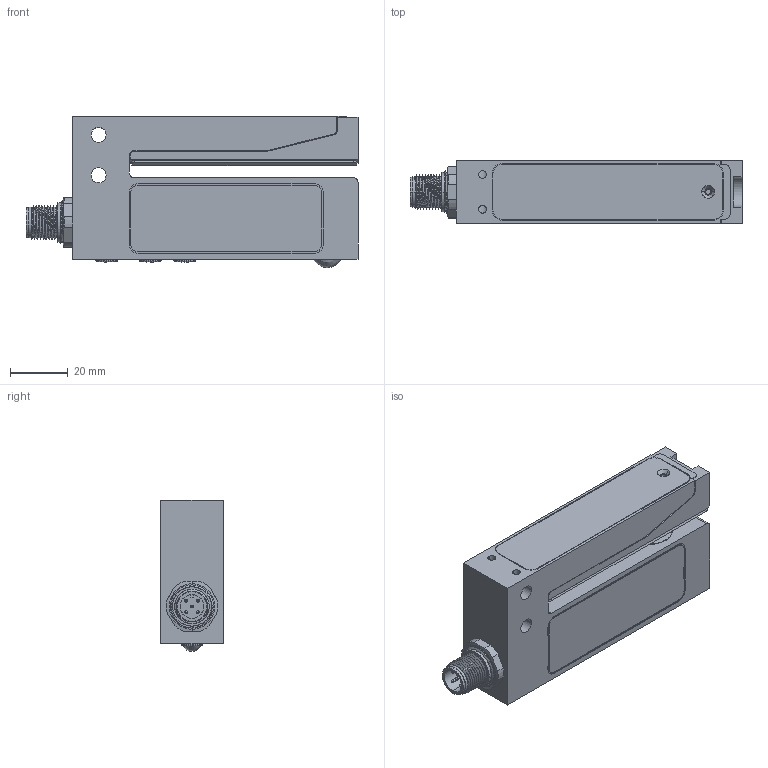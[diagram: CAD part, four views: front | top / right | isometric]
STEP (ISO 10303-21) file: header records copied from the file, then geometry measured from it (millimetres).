
FILE_DESCRIPTION((''),'2;1');
FILE_NAME('226790_SM01_ASM','2022-01-14T10:23:37',('PDMAdmin'),('BANNER ENGINEERING'),'CREO PARAMETRIC BY PTC INC, 2019292','CREO PARAMETRIC BY PTC INC, 2019292','');
FILE_SCHEMA(('CONFIG_CONTROL_DESIGN'));
Length unit declared in the file: millimetre
Products named in the file (2): 226790_SM01; 226790_SM01_ASM
Assembly tree (1 placements, depth 2):
  226790_SM01_ASM
    226790_SM01
Bounding box: 114.85 x 21.59 x 52.27 mm (x, y, z)
Volume: 98212.5 mm3; surface area: 23565.7 mm2
Topology: 1 solids, 3 shells, 326 faces, 854 edges, 554 vertices
Faces by surface type: plane 144, cylinder 120, sphere 18, bspline 17, extrusion 13, cone 8, torus 6
Entity records: 16112 total; most frequent: CARTESIAN_POINT 8007, ORIENTED_EDGE 1676, DIRECTION 1664, EDGE_CURVE 838, AXIS2_PLACEMENT_3D 593, VERTEX_POINT 554, VECTOR 478, LINE 465
